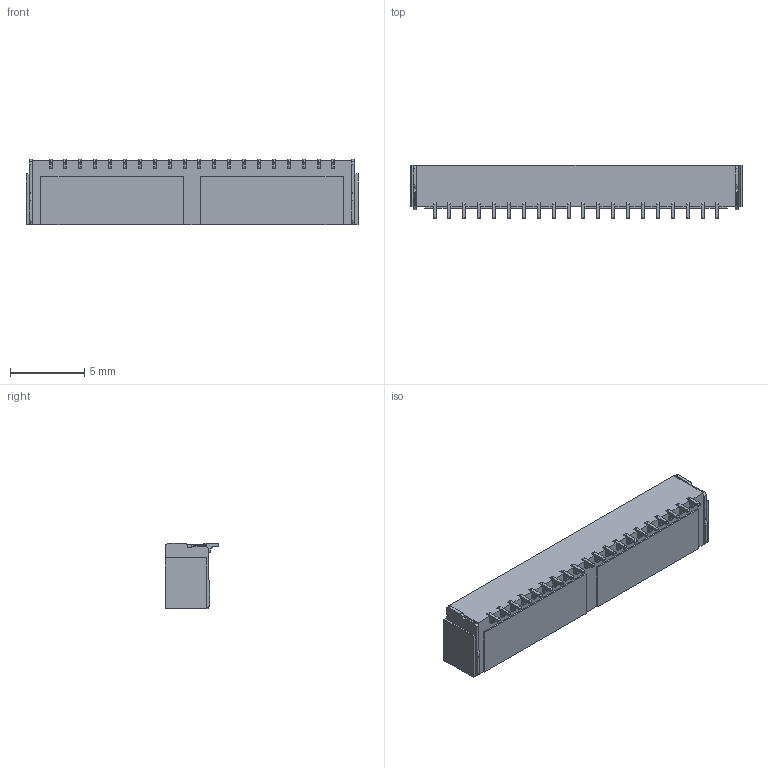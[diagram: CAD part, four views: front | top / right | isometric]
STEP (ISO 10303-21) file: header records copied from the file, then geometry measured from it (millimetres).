
FILE_DESCRIPTION( ('This file contains a STEP AP42 implementation' ,'as created by ZW3D STEP Interface translator.') ,'2;1' );
FILE_NAME( 'WF1001-WMXXXX1.stp' ,'23 4 7.103113', (''), ('ZWCAD Software Co.'), 'Version 1.0', 'ZW3D to STEP translator', '' );
FILE_SCHEMA(('AUTOMOTIVE_DESIGN { 1 0 10303 214 1 1 1 1 }'));
Length unit declared in the file: millimetre
Products named in the file (2): 0; WF1001-WMXXXX1
Bounding box: 22.3 x 3.6 x 4.37 mm (x, y, z)
Volume: 128.4 mm3; surface area: 574 mm2
Topology: 1 solids, 1 shells, 629 faces, 1812 edges, 1224 vertices
Faces by surface type: plane 429, cylinder 200
Entity records: 21630 total; most frequent: CARTESIAN_POINT 3998, ORIENTED_EDGE 3704, DIRECTION 3352, EDGE_CURVE 1852, VECTOR 1444, LINE 1444, VERTEX_POINT 1264, AXIS2_PLACEMENT_3D 954
